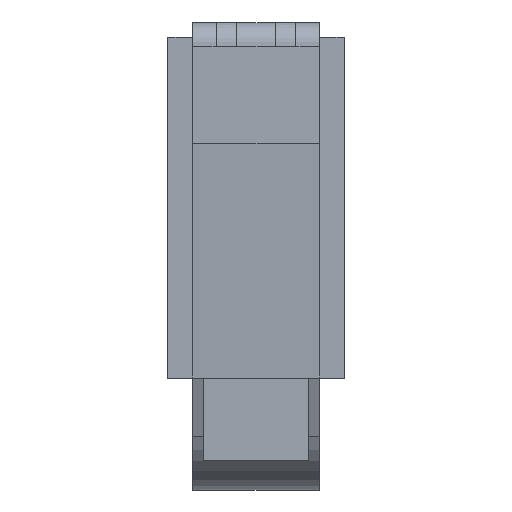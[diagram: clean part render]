
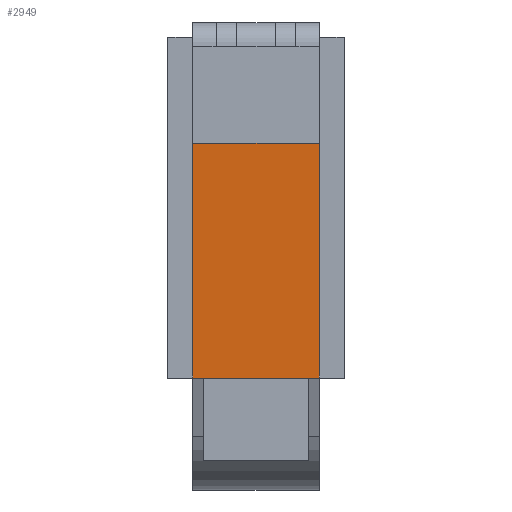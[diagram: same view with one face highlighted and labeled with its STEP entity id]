
A CAD part, left-side view. The second image highlights one B-rep face of the part: STEP entity #2949.
In plain terms, the highlighted planar face has unit normal (-0.998, 0, -0.06).
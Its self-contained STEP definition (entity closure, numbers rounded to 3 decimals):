
#1039=CARTESIAN_POINT('',(-131.7,-6.75,0.7));
#1040=VERTEX_POINT('',#1039);
#1047=CARTESIAN_POINT('',(-131.7,-5.6,0.7));
#1048=VERTEX_POINT('',#1047);
#1049=CARTESIAN_POINT('',(-131.7,-6.75,0.7));
#1050=DIRECTION('',(0.0,1.0,0.0));
#1051=VECTOR('',#1050,1.15);
#1052=LINE('',#1049,#1051);
#1053=EDGE_CURVE('',#1040,#1048,#1052,.T.);
#1071=CARTESIAN_POINT('',(-131.7,5.6,0.7));
#1072=VERTEX_POINT('',#1071);
#1079=CARTESIAN_POINT('',(-131.7,6.75,0.7));
#1080=VERTEX_POINT('',#1079);
#1081=CARTESIAN_POINT('',(-131.7,5.6,0.7));
#1082=DIRECTION('',(0.0,1.0,0.0));
#1083=VECTOR('',#1082,1.15);
#1084=LINE('',#1081,#1083);
#1085=EDGE_CURVE('',#1072,#1080,#1084,.T.);
#2521=CARTESIAN_POINT('',(-131.7,-5.6,0.7));
#2522=DIRECTION('',(0.0,1.0,0.0));
#2523=VECTOR('',#2522,11.2);
#2524=LINE('',#2521,#2523);
#2525=EDGE_CURVE('',#1048,#1072,#2524,.T.);
#2813=CARTESIAN_POINT('',(-133.2,-6.75,25.7));
#2814=VERTEX_POINT('',#2813);
#2821=CARTESIAN_POINT('',(-131.7,-6.75,0.7));
#2822=DIRECTION('',(-0.06,0.0,0.998));
#2823=VECTOR('',#2822,25.045);
#2824=LINE('',#2821,#2823);
#2825=EDGE_CURVE('',#1040,#2814,#2824,.T.);
#2908=CARTESIAN_POINT('',(-133.2,6.75,25.7));
#2909=VERTEX_POINT('',#2908);
#2916=CARTESIAN_POINT('',(-133.2,-6.75,25.7));
#2917=DIRECTION('',(0.0,1.0,0.0));
#2918=VECTOR('',#2917,13.5);
#2919=LINE('',#2916,#2918);
#2920=EDGE_CURVE('',#2814,#2909,#2919,.T.);
#2931=CARTESIAN_POINT('',(-133.2,0.0,25.7));
#2932=DIRECTION('',(-0.998,0.0,-0.06));
#2933=DIRECTION('',(-0.06,0.0,0.998));
#2934=AXIS2_PLACEMENT_3D('',#2931,#2932,#2933);
#2935=PLANE('',#2934);
#2936=CARTESIAN_POINT('',(-133.2,6.75,25.7));
#2937=DIRECTION('',(0.06,0.0,-0.998));
#2938=VECTOR('',#2937,25.045);
#2939=LINE('',#2936,#2938);
#2940=EDGE_CURVE('',#2909,#1080,#2939,.T.);
#2941=ORIENTED_EDGE('',*,*,#2940,.T.);
#2942=ORIENTED_EDGE('',*,*,#1085,.F.);
#2943=ORIENTED_EDGE('',*,*,#2525,.F.);
#2944=ORIENTED_EDGE('',*,*,#1053,.F.);
#2945=ORIENTED_EDGE('',*,*,#2825,.T.);
#2946=ORIENTED_EDGE('',*,*,#2920,.T.);
#2947=EDGE_LOOP('',(#2941,#2942,#2943,#2944,#2945,#2946));
#2948=FACE_OUTER_BOUND('',#2947,.T.);
#2949=ADVANCED_FACE('',(#2948),#2935,.T.);
